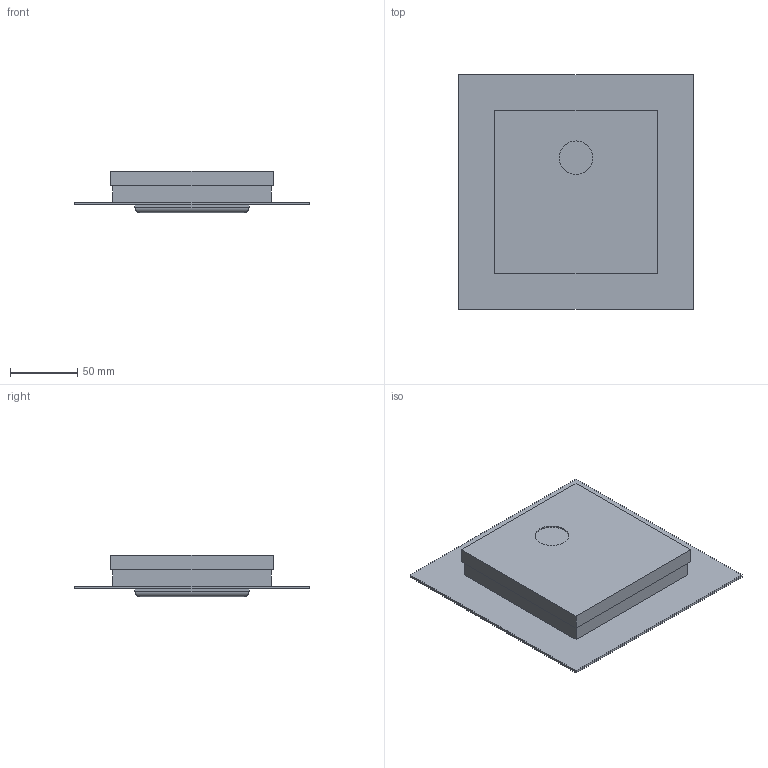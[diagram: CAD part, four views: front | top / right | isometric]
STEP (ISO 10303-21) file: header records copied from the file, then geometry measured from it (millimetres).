
FILE_DESCRIPTION(/* description */ ('Unknown'),/* implementation_level */ '2;1');
FILE_NAME(/* name */ 'SN 8030.2 E',/* time_stamp */ '2021-03-04T13:50:24+01:00',/* author */ ('Unknown'),/* organization */ ('Unknown'),/* preprocessor_version */ 'ST-DEVELOPER v16.7',/* originating_system */ 'Solid Edge',/* authorisation */ 'Unknown');
FILE_SCHEMA (('AUTOMOTIVE_DESIGN {1 0 10303 214 3 1 1}'));
Length unit declared in the file: millimetre
Products named in the file (1): SN 8030.2 E
Bounding box: 175 x 175 x 31 mm (x, y, z)
Volume: 431105.2 mm3; surface area: 76597.8 mm2
Topology: 1 solids, 1 shells, 27 faces, 59 edges, 38 vertices
Faces by surface type: plane 22, cylinder 5
Full cylindrical faces by diameter (mm): 25 x1
Entity records: 752 total; most frequent: CARTESIAN_POINT 124, DIRECTION 120, ORIENTED_EDGE 116, EDGE_CURVE 58, LINE 52, VECTOR 52, VERTEX_POINT 38, AXIS2_PLACEMENT_3D 34
